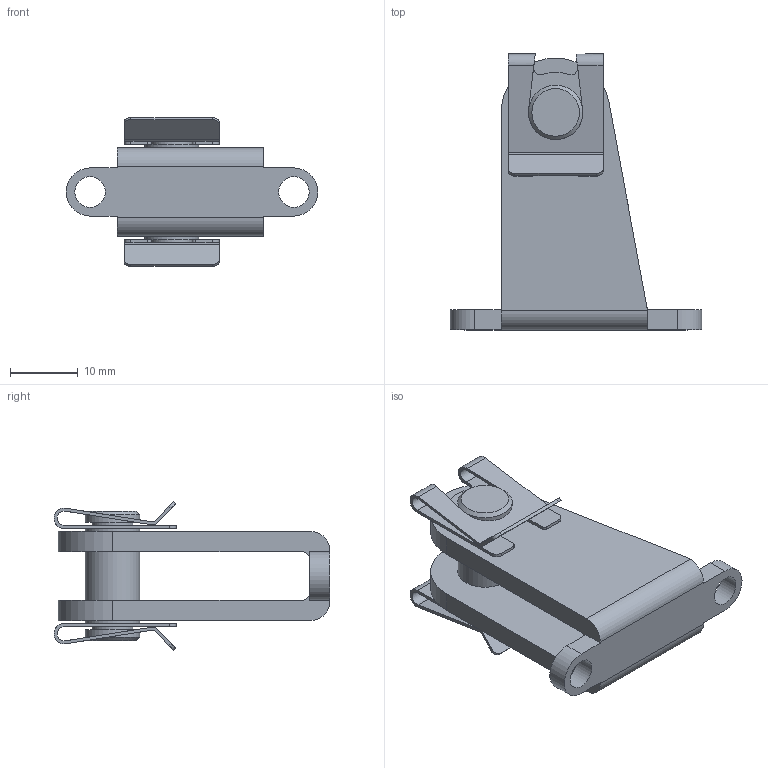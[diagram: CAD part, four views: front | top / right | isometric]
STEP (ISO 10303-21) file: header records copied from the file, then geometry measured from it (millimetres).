
FILE_DESCRIPTION(/* description */ ('STEP AP214'),/* implementation_level */ '2;1');
FILE_NAME(/* name */ '163962_LZF-12_18',/* time_stamp */ '2024-08-28T14:20:14+02:00',/* author */ ('License CC BY-ND 4.0'),/* organization */ ('CADENAS'),/* preprocessor_version */ 'ST-DEVELOPER v19.3',/* originating_system */ 'PARTsolutions',/* authorisation */ ' ');
FILE_SCHEMA (('AUTOMOTIVE_DESIGN {1 0 10303 214 3 1 1}'));
Length unit declared in the file: millimetre
Products named in the file (4): 163962 LZF-12/18; 163962 LZF-12/18---(L); 369452 BZ-08-014,0-AA (19); 210028 8 SXN 08 VERZINKT:SL
Assembly tree (4 placements, depth 2):
  163962 LZF-12/18
    163962 LZF-12/18---(L)
    369452 BZ-08-014,0-AA (19)
    210028 8 SXN 08 VERZINKT:SL  x2
Bounding box: 37 x 40.6 x 21.91 mm (x, y, z)
Volume: 5785.9 mm3; surface area: 6097.2 mm2
Topology: 4 solids, 4 shells, 105 faces, 290 edges, 193 vertices
Faces by surface type: plane 52, cylinder 51, cone 2
Full cylindrical faces by diameter (mm): 4.5 x2, 6 x2, 8 x5
Entity records: 2338 total; most frequent: DIRECTION 406, CARTESIAN_POINT 384, ORIENTED_EDGE 360, EDGE_CURVE 180, AXIS2_PLACEMENT_3D 148, VERTEX_POINT 126, LINE 110, VECTOR 110
